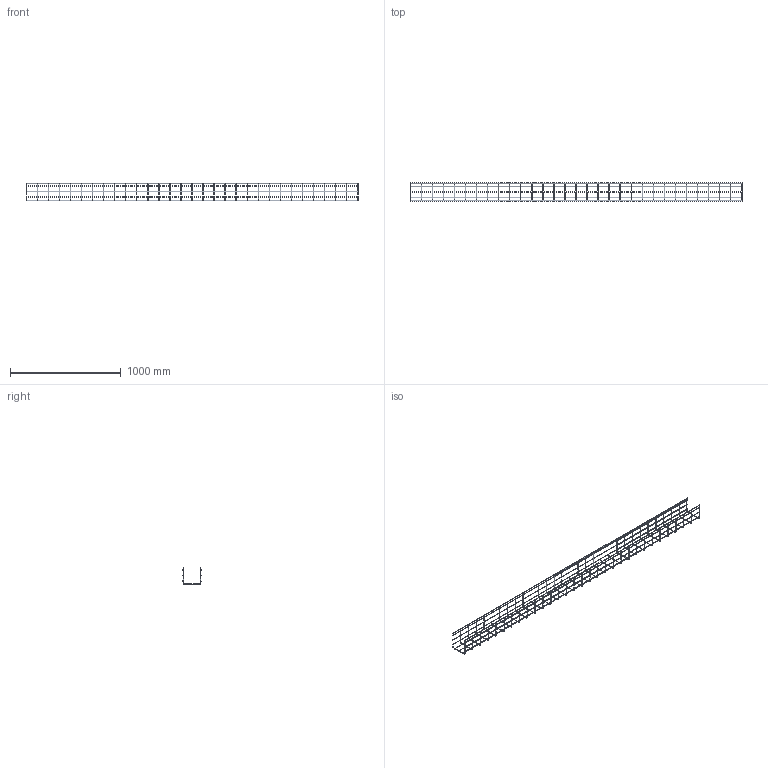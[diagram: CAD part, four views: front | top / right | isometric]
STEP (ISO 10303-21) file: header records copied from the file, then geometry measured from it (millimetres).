
FILE_DESCRIPTION(/* description */ (''),/* implementation_level */ '2;1');
FILE_NAME(/* name */ '000981.stp',/* time_stamp */ '2025-12-03T09:25:43+01:00',/* author */ ('mael.lecharpentier'),/* organization */ (''),/* preprocessor_version */ 'ST-DEVELOPER v20',/* originating_system */ 'AutoCAD Mechanical',/* authorisation */ '');
FILE_SCHEMA (('AUTOMOTIVE_DESIGN { 1 0 10303 214 3 1 1 }'));
Length unit declared in the file: millimetre
Products named in the file (1): Product
Bounding box: 3004.4 x 164.52 x 158.88 mm (x, y, z)
Volume: 623873.5 mm3; surface area: 606023.4 mm2
Topology: 42 solids, 42 shells, 250 faces, 498 edges, 332 vertices
Faces by surface type: cylinder 104, plane 84, torus 62
Full cylindrical faces by diameter (mm): 3.9 x9, 4.4 x95
Entity records: 6705 total; most frequent: DIRECTION 1394, CARTESIAN_POINT 1081, ORIENTED_EDGE 996, AXIS2_PLACEMENT_3D 645, EDGE_CURVE 498, CIRCLE 394, VERTEX_POINT 332, FACE_OUTER_BOUND 250
